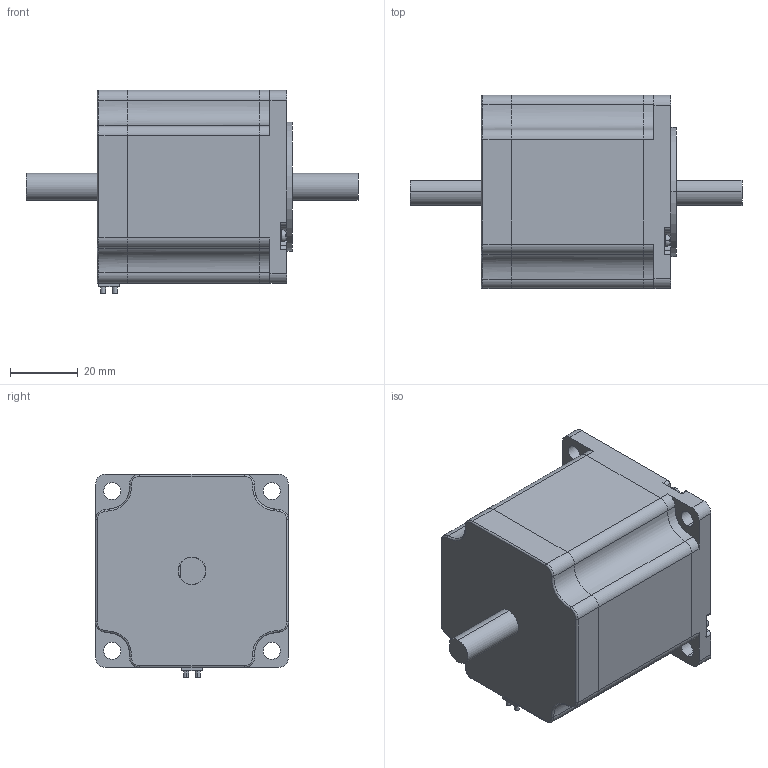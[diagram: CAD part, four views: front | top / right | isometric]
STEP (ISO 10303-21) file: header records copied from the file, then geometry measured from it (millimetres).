
FILE_DESCRIPTION (( 'STEP AP214' ), '1' );
FILE_NAME ('57HS5630B4D8.STEP', '2023-02-03T07:14:45', ( 'Windows 蚚誧' ), ( 'Organization' ), 'SwSTEP 2.0', 'SolidWorks 2021', '' );
FILE_SCHEMA (( 'AUTOMOTIVE_DESIGN' ));
Length unit declared in the file: millimetre
Products named in the file (1): 57HS5630B4D8
Bounding box: 98 x 57 x 60 mm (x, y, z)
Volume: 164931.9 mm3; surface area: 31403.7 mm2
Topology: 3 solids, 3 shells, 216 faces, 566 edges, 368 vertices
Faces by surface type: plane 102, cylinder 82, bspline 16, torus 16
Entity records: 8391 total; most frequent: CARTESIAN_POINT 1947, ORIENTED_EDGE 1132, DIRECTION 1072, EDGE_CURVE 566, AXIS2_PLACEMENT_3D 389, VERTEX_POINT 368, LINE 294, VECTOR 294
